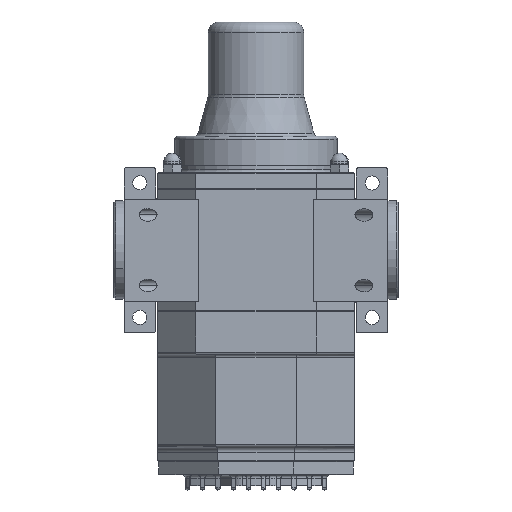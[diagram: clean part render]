
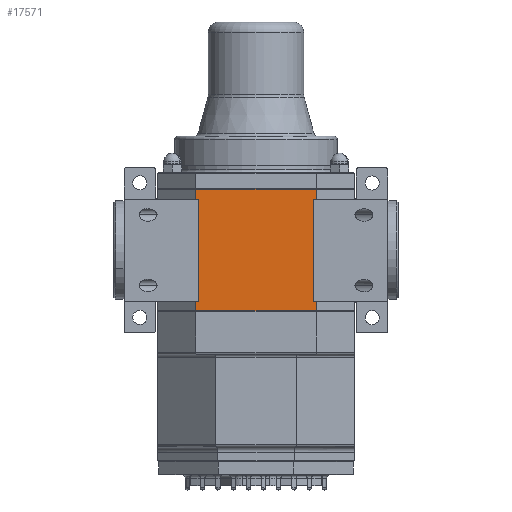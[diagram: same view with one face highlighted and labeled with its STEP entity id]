
A CAD part, front view. The second image highlights one B-rep face of the part: STEP entity #17571.
In plain terms, the highlighted planar face has unit normal (0, -1, 0).
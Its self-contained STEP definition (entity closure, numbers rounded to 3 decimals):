
#42 = FACE_OUTER_BOUND ( 'NONE', #24913, .T. ) ;
#359 = CARTESIAN_POINT ( 'NONE',  ( 55.5, -148., 112.8 ) ) ;
#488 = EDGE_CURVE ( 'NONE', #21974, #24909, #819, .T. ) ;
#819 = LINE ( 'NONE', #29826, #4814 ) ;
#2659 = CARTESIAN_POINT ( 'NONE',  ( -55.5, -148., 0.5 ) ) ;
#4814 = VECTOR ( 'NONE', #25552, 1000. ) ;
#4911 = DIRECTION ( 'NONE',  ( 0., 0., -1. ) ) ;
#6512 = AXIS2_PLACEMENT_3D ( 'NONE', #359, #9833, #19290 ) ;
#6749 = VECTOR ( 'NONE', #12162, 1000. ) ;
#7289 = CARTESIAN_POINT ( 'NONE',  ( -55.5, -148., 112.8 ) ) ;
#7726 = EDGE_CURVE ( 'NONE', #15256, #19927, #16906, .T. ) ;
#8370 = CARTESIAN_POINT ( 'NONE',  ( -55.5, -148., 112.3 ) ) ;
#9679 = PLANE ( 'NONE',  #6512 ) ;
#9833 = DIRECTION ( 'NONE',  ( 0., 1., 0. ) ) ;
#10405 = EDGE_CURVE ( 'NONE', #19927, #21974, #26651, .T. ) ;
#12162 = DIRECTION ( 'NONE',  ( -1., 0., 0. ) ) ;
#14245 = VECTOR ( 'NONE', #4911, 1000. ) ;
#15011 = CARTESIAN_POINT ( 'NONE',  ( 55.5, -148., 112.3 ) ) ;
#15256 = VERTEX_POINT ( 'NONE', #15011 ) ;
#15946 = ORIENTED_EDGE ( 'NONE', *, *, #7726, .T. ) ;
#16906 = LINE ( 'NONE', #22230, #6749 ) ;
#17533 = LINE ( 'NONE', #22403, #24615 ) ;
#17571 = ADVANCED_FACE ( 'NONE', ( #42 ), #9679, .F. ) ;
#17954 = ORIENTED_EDGE ( 'NONE', *, *, #10405, .T. ) ;
#19290 = DIRECTION ( 'NONE',  ( -1., 0., 0. ) ) ;
#19304 = ORIENTED_EDGE ( 'NONE', *, *, #488, .T. ) ;
#19927 = VERTEX_POINT ( 'NONE', #8370 ) ;
#21974 = VERTEX_POINT ( 'NONE', #2659 ) ;
#22230 = CARTESIAN_POINT ( 'NONE',  ( 55.5, -148., 112.3 ) ) ;
#22403 = CARTESIAN_POINT ( 'NONE',  ( 55.5, -148., 112.8 ) ) ;
#24004 = EDGE_CURVE ( 'NONE', #15256, #24909, #17533, .T. ) ;
#24615 = VECTOR ( 'NONE', #28879, 1000. ) ;
#24909 = VERTEX_POINT ( 'NONE', #28211 ) ;
#24913 = EDGE_LOOP ( 'NONE', ( #27046, #15946, #17954, #19304 ) ) ;
#25552 = DIRECTION ( 'NONE',  ( 1., 0., 0. ) ) ;
#26651 = LINE ( 'NONE', #7289, #14245 ) ;
#27046 = ORIENTED_EDGE ( 'NONE', *, *, #24004, .F. ) ;
#28211 = CARTESIAN_POINT ( 'NONE',  ( 55.5, -148., 0.5 ) ) ;
#28879 = DIRECTION ( 'NONE',  ( 0., 0., -1. ) ) ;
#29826 = CARTESIAN_POINT ( 'NONE',  ( 55.5, -148., 0.5 ) ) ;
